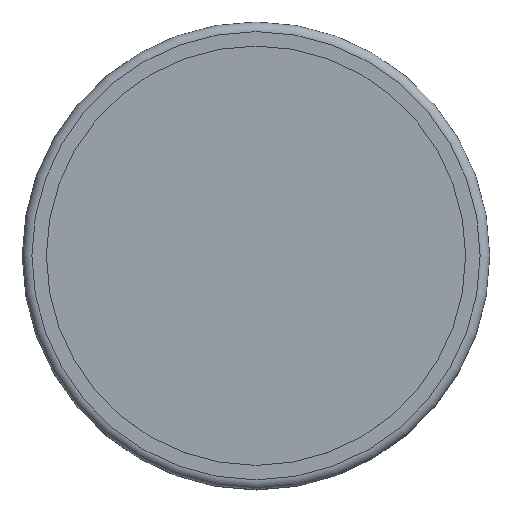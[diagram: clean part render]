
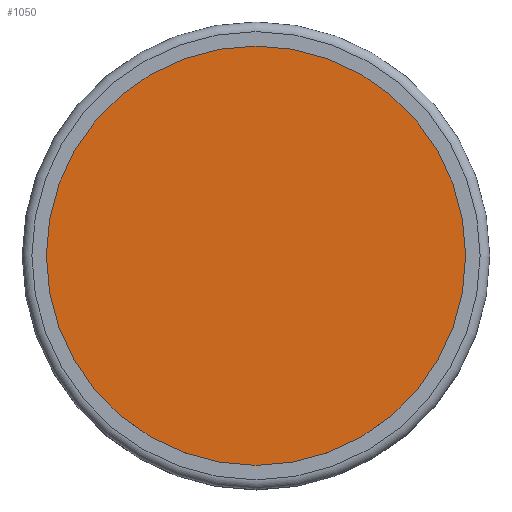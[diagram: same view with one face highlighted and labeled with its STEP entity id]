
A CAD part, top view. The second image highlights one B-rep face of the part: STEP entity #1050.
In plain terms, the highlighted planar face has unit normal (0, 0, 1).
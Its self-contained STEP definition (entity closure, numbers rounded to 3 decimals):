
#196=FACE_OUTER_BOUND('',#261,.T.);
#261=EDGE_LOOP('',(#966));
#341=CIRCLE('',#1198,4.35);
#532=VERTEX_POINT('',#2359);
#677=EDGE_CURVE('',#532,#532,#341,.T.);
#966=ORIENTED_EDGE('',*,*,#677,.T.);
#988=PLANE('',#1199);
#1050=ADVANCED_FACE('',(#196),#988,.T.);
#1198=AXIS2_PLACEMENT_3D('',#2360,#1505,#1506);
#1199=AXIS2_PLACEMENT_3D('',#2362,#1508,#1509);
#1505=DIRECTION('center_axis',(0.,0.,
1.));
#1506=DIRECTION('ref_axis',(0.,-1.,0.));
#1508=DIRECTION('center_axis',(0.,0.,
1.));
#1509=DIRECTION('ref_axis',(-1.,0.,0.));
#2359=CARTESIAN_POINT('',(0.,-3.1,6.55));
#2360=CARTESIAN_POINT('Origin',(0.,1.25,6.55));
#2362=CARTESIAN_POINT('Origin',(0.,1.25,6.55));
